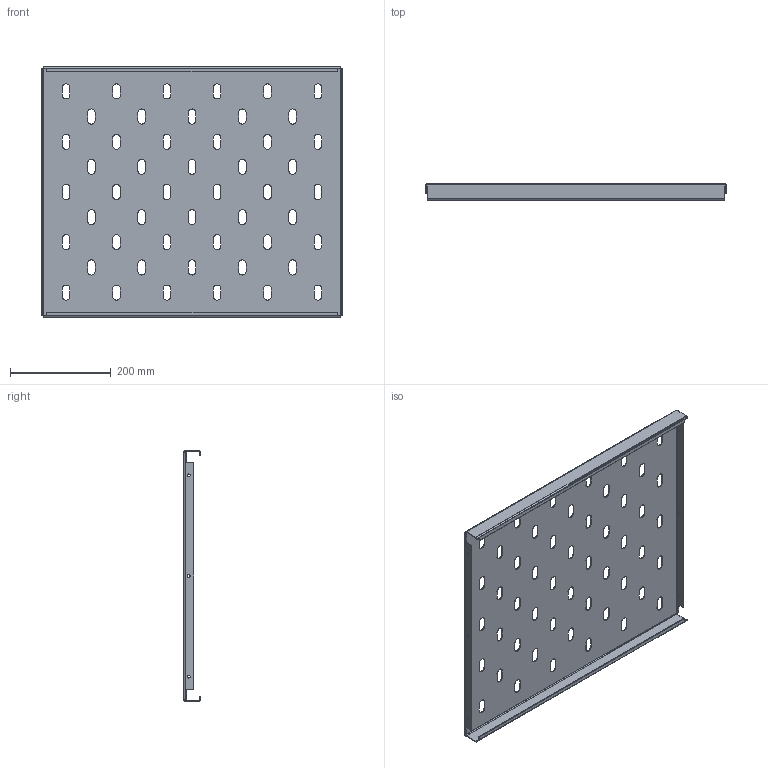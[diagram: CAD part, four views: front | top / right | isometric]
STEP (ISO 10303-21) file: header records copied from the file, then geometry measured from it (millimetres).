
FILE_DESCRIPTION (( 'STEP AP214' ), '1' );
FILE_NAME ('945.176.STEP', '2024-10-04T07:32:31', ( '' ), ( '' ), 'SwSTEP 2.0', 'SolidWorks 2021', '' );
FILE_SCHEMA (( 'AUTOMOTIVE_DESIGN' ));
Length unit declared in the file: millimetre
Products named in the file (1): 945.176
Bounding box: 598 x 33 x 498 mm (x, y, z)
Volume: 507647.7 mm3; surface area: 686394.1 mm2
Topology: 1 solids, 1 shells, 348 faces, 998 edges, 652 vertices
Faces by surface type: cylinder 198, plane 150
Entity records: 11768 total; most frequent: DIRECTION 2084, CARTESIAN_POINT 2047, ORIENTED_EDGE 1996, EDGE_CURVE 998, AXIS2_PLACEMENT_3D 745, VERTEX_POINT 652, VECTOR 594, LINE 594
